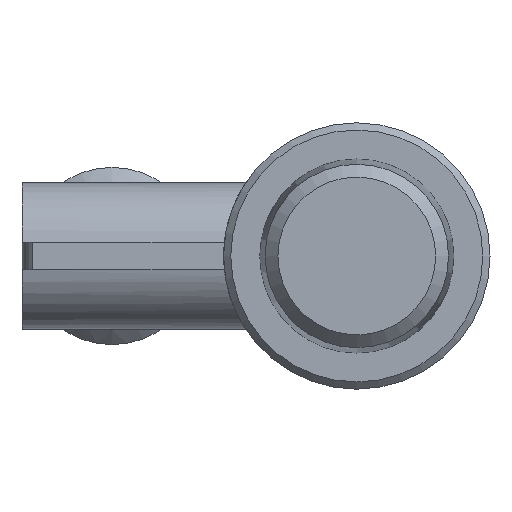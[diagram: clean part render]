
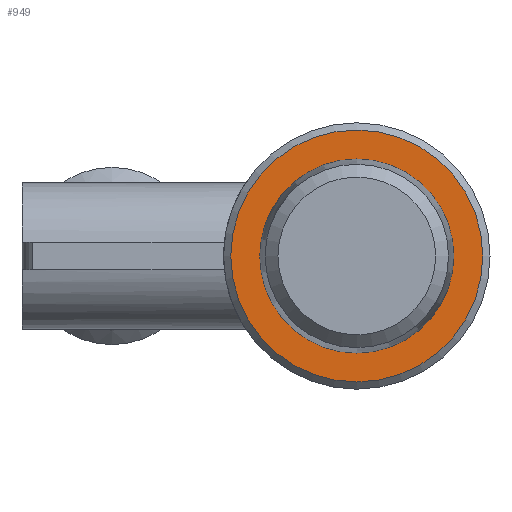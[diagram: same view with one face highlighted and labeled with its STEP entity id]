
A CAD part, front view. The second image highlights one B-rep face of the part: STEP entity #949.
In plain terms, the highlighted planar face has unit normal (0, -1, 0).
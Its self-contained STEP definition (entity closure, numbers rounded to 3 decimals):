
#71=CIRCLE('',#1058,6.739);
#72=CIRCLE('',#1060,8.75);
#321=ORIENTED_EDGE('',*,*,#521,.F.);
#322=ORIENTED_EDGE('',*,*,#522,.T.);
#521=EDGE_CURVE('',#626,#626,#71,.T.);
#522=EDGE_CURVE('',#627,#627,#72,.T.);
#626=VERTEX_POINT('',#1711);
#627=VERTEX_POINT('',#1714);
#740=EDGE_LOOP('',(#321));
#741=EDGE_LOOP('',(#322));
#837=FACE_BOUND('',#740,.T.);
#838=FACE_BOUND('',#741,.T.);
#900=PLANE('',#1059);
#949=ADVANCED_FACE('',(#837,#838),#900,.F.);
#1058=AXIS2_PLACEMENT_3D('',#1710,#1267,#1268);
#1059=AXIS2_PLACEMENT_3D('',#1712,#1269,#1270);
#1060=AXIS2_PLACEMENT_3D('',#1713,#1271,#1272);
#1267=DIRECTION('',(0.,-1.,0.));
#1268=DIRECTION('',(0.,0.,-1.));
#1269=DIRECTION('',(0.,1.,0.));
#1270=DIRECTION('',(0.,0.,1.));
#1271=DIRECTION('',(0.,-1.,0.));
#1272=DIRECTION('',(0.,0.,-1.));
#1710=CARTESIAN_POINT('',(0.,-7.428,0.));
#1711=CARTESIAN_POINT('',(0.,-7.428,-6.739));
#1712=CARTESIAN_POINT('',(8.75,-7.428,0.));
#1713=CARTESIAN_POINT('',(0.,-7.428,0.));
#1714=CARTESIAN_POINT('',(0.,-7.428,-8.75));
